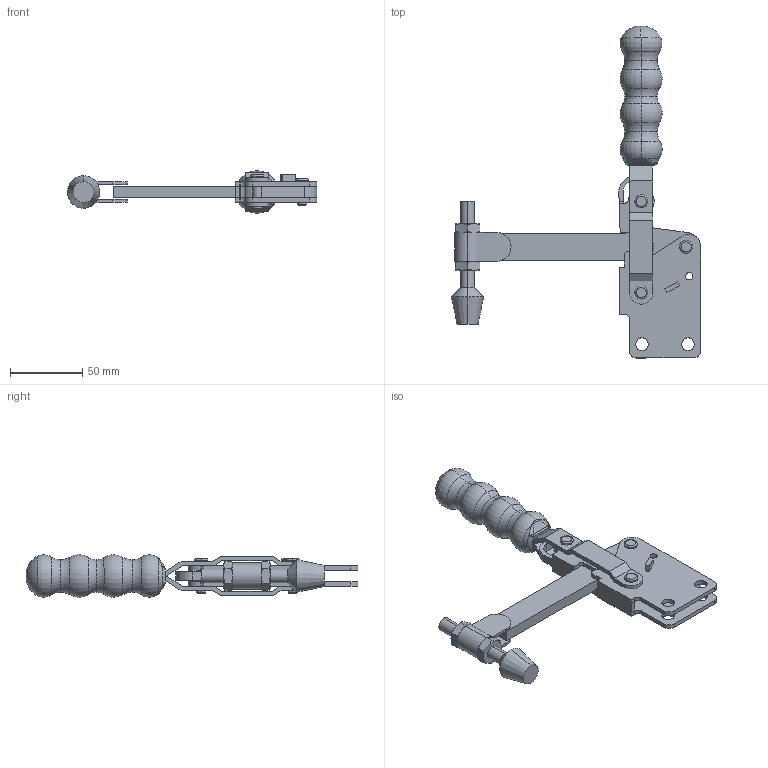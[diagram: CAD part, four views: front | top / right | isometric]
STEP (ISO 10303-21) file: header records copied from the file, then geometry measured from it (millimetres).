
FILE_DESCRIPTION (( 'STEP AP214' ), '1' );
FILE_NAME ('GH-12280(Â²¤Æ).STEP', '2020-05-04T05:45:02', ( 'LinWei' ), ( '' ), 'SwSTEP 2.0', 'SolidWorks 2016', '' );
FILE_SCHEMA (( 'AUTOMOTIVE_DESIGN' ));
Length unit declared in the file: millimetre
Products named in the file (6): Group4^GH-12270(簡化)-1; 11227508(簡化)-1^GH-12280(簡化); Group1^GH-12280(簡化); Group2^GH-12280(簡化); Group5^GH-12280(簡化); GH-12280(簡化)
Assembly tree (5 placements, depth 2):
  GH-12280(簡化)
    Group5^GH-12280(簡化)
    Group2^GH-12280(簡化)
    Group1^GH-12280(簡化)
    11227508(簡化)-1^GH-12280(簡化)
    Group4^GH-12270(簡化)-1
Bounding box: 172.08 x 229.15 x 29.2 mm (x, y, z)
Volume: 129314 mm3; surface area: 56617.6 mm2
Topology: 6 solids, 6 shells, 327 faces, 810 edges, 503 vertices
Faces by surface type: plane 129, cylinder 114, cone 36, torus 34, bspline 14
Entity records: 11700 total; most frequent: CARTESIAN_POINT 2474, DIRECTION 1716, ORIENTED_EDGE 1608, EDGE_CURVE 804, AXIS2_PLACEMENT_3D 669, VERTEX_POINT 503, VECTOR 378, LINE 378
